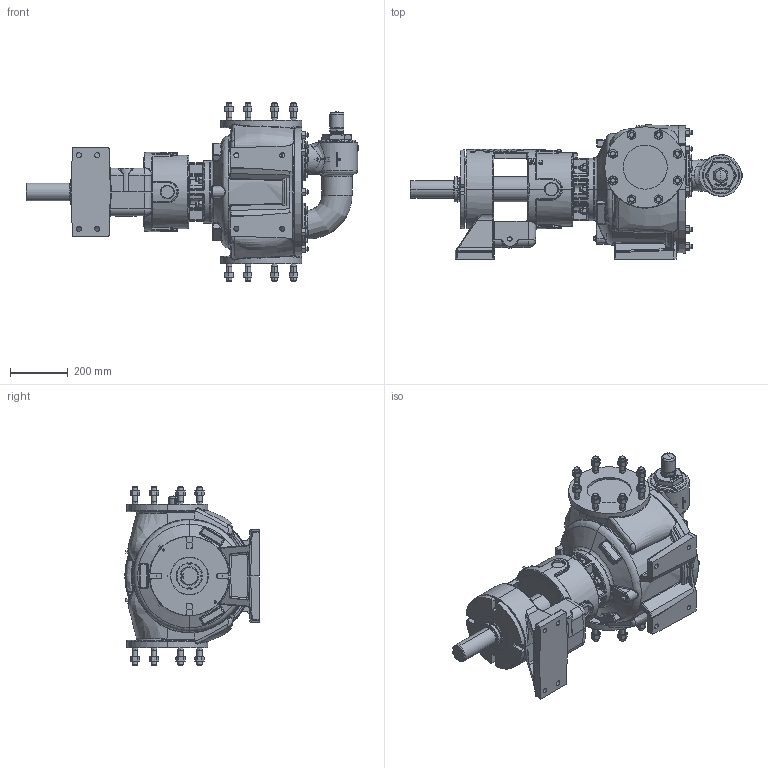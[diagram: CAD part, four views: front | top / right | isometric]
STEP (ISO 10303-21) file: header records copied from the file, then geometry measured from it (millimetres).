
FILE_DESCRIPTION (( 'STEP AP214' ), '1' );
FILE_NAME ('N323A.STEP', '2016-08-09T15:37:26', ( '' ), ( '' ), 'SwSTEP 2.0', 'SolidWorks 2015', '' );
FILE_SCHEMA (( 'AUTOMOTIVE_DESIGN' ));
Length unit declared in the file: inch
Products named in the file (2): N323A
Bounding box: 1147.32 x 464.53 x 615.7 mm (x, y, z)
Volume: 75086606.7 mm3; surface area: 2122327.7 mm2
Topology: 1 solids, 1 shells, 3757 faces, 9170 edges, 5540 vertices
Faces by surface type: plane 1085, bspline 1004, cone 758, cylinder 631, torus 165, sphere 114
Entity records: 231171 total; most frequent: CARTESIAN_POINT 133675, ORIENTED_EDGE 18134, DIRECTION 13445, EDGE_CURVE 9067, AXIS2_PLACEMENT_3D 5545, VERTEX_POINT 5532, EDGE_LOOP 4013, FACE_OUTER_BOUND 3757
